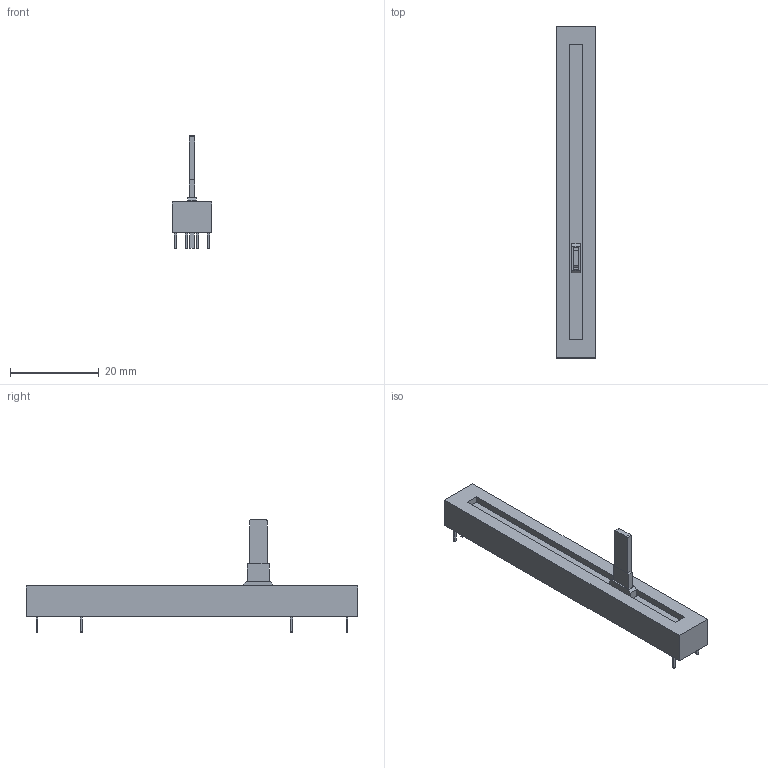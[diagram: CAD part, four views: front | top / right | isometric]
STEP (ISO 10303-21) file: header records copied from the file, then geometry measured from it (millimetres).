
FILE_DESCRIPTION(('FreeCAD Model'),'2;1');
FILE_NAME('ALPS_RS6011YA6009.step','2019-12-10T20:47:02',('Author'),(''), 'Open CASCADE STEP processor 7.3','FreeCAD','Unknown');
FILE_SCHEMA(('AUTOMOTIVE_DESIGN { 1 0 10303 214 1 1 1 1 }'));
Length unit declared in the file: millimetre
Products named in the file (1): Body
Bounding box: 9 x 75 x 25.5 mm (x, y, z)
Volume: 4538 mm3; surface area: 2991 mm2
Topology: 1 solids, 1 shells, 87 faces, 218 edges, 144 vertices
Faces by surface type: plane 69, cylinder 18
Entity records: 5485 total; most frequent: CARTESIAN_POINT 994, DIRECTION 848, LINE 582, VECTOR 582, ORIENTED_EDGE 436, PCURVE 436, DEFINITIONAL_REPRESENTATION 436, EDGE_CURVE 218
